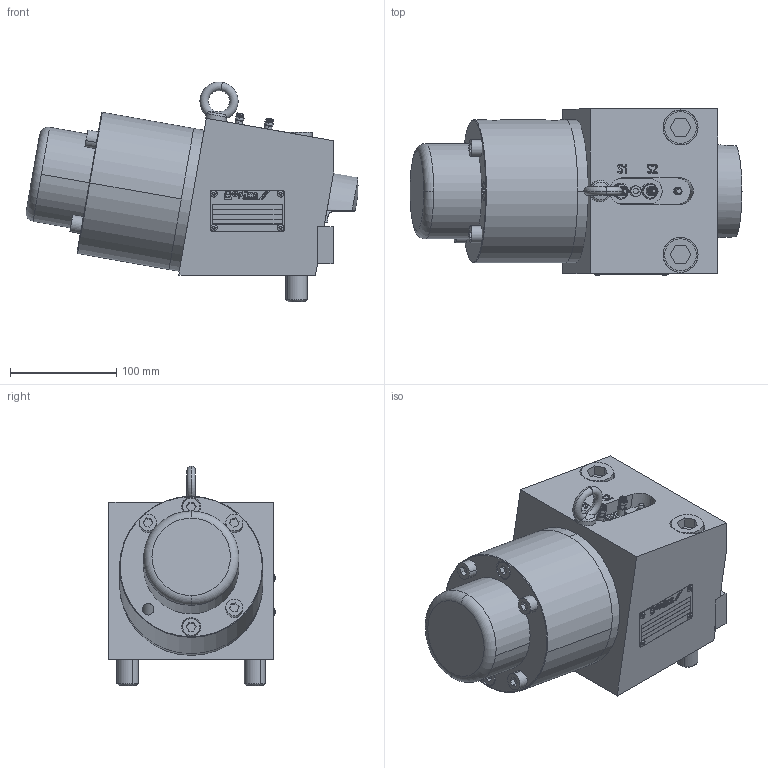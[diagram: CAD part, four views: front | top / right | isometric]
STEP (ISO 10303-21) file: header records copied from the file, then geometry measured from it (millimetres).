
FILE_DESCRIPTION(('STEP AP214'),'1');
FILE_NAME('38440102_HBS-F100_L_E.stp','2019-09-04T07:31:17',(' '),(' '),'Spatial InterOp 3D',' ',' ');
FILE_SCHEMA(('automotive_design'));
Length unit declared in the file: millimetre
Products named in the file (41): 1; 2; 3; 4; 5; 6; 7; 8; 9; 10; _BALLUFF BES M08EE-PSC15B-S49G-003_1; 11; 12; 13; 14; 15; 16; _washers M8 x 1.; _Nut M8 x 1; din_580-m8-st; 17; 18; 19; 20; 21; 22; 23; 24; 25; 26; 27; 28; 29; 30
Bounding box: 312.93 x 156.5 x 207.27 mm (x, y, z)
Volume: 4131922 mm3; surface area: 455855.3 mm2
Topology: 41 solids, 41 shells, 1872 faces, 4655 edges, 3004 vertices
Faces by surface type: plane 808, cylinder 524, extrusion 266, cone 151, torus 83, sphere 32, bspline 4, revolution 4
Entity records: 74525 total; most frequent: CARTESIAN_POINT 14303, ORIENTED_EDGE 9214, DIRECTION 8796, EDGE_CURVE 4607, AXIS2_PLACEMENT_3D 3029, VERTEX_POINT 3004, VECTOR 2734, LINE 2468
